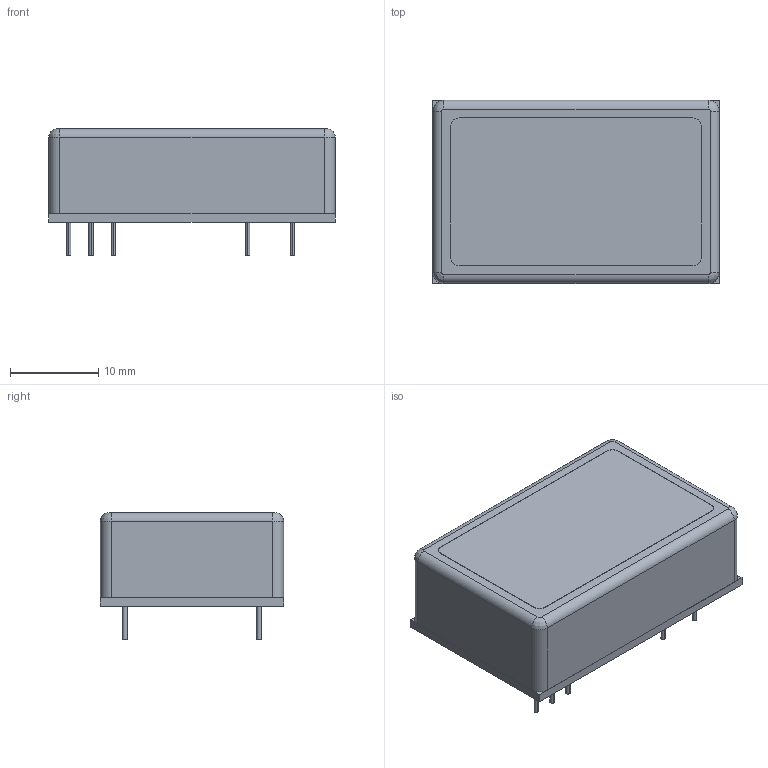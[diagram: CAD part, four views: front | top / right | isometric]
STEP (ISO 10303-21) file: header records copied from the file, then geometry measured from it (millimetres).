
FILE_DESCRIPTION((''),'2;1');
FILE_NAME('DCDC_TRACO_TEN8.stp','2013-09-24T15:44:21',(''),(''),'Mechanical Desktop 2011','Mechanical Desktop 2011',', , ');
FILE_SCHEMA(('AUTOMOTIVE_DESIGN { 1 2 10303 214 1 1 1 1 }'));
Length unit declared in the file: millimetre
Products named in the file (1): Product
Bounding box: 32.5 x 20.8 x 14.5 mm (x, y, z)
Volume: 7195 mm3; surface area: 4788.2 mm2
Topology: 12 solids, 12 shells, 70 faces, 130 edges, 84 vertices
Faces by surface type: plane 36, cylinder 30, bspline 4
Entity records: 1969 total; most frequent: CARTESIAN_POINT 461, DIRECTION 328, ORIENTED_EDGE 260, AXIS2_PLACEMENT_3D 131, EDGE_CURVE 130, VERTEX_POINT 84, EDGE_LOOP 70, FACE_OUTER_BOUND 70
